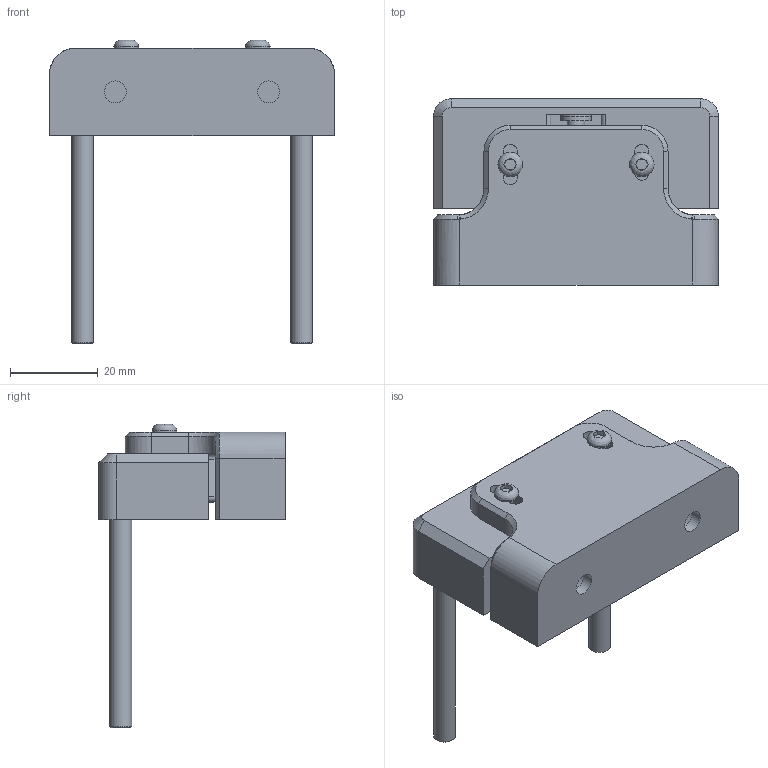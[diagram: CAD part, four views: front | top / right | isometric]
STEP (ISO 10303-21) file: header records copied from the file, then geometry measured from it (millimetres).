
FILE_DESCRIPTION(/* description */ (''),/* implementation_level */ '2;1');
FILE_NAME(/* name */ 'Afterburner toolpost.stp',/* time_stamp */ '2022-03-04T16:23:42+01:00',/* author */ ('Maarten'),/* organization */ (''),/* preprocessor_version */ 'ST-DEVELOPER v18.1',/* originating_system */ 'Autodesk Inventor 2020',/* authorisation */ '');
FILE_SCHEMA (('AUTOMOTIVE_DESIGN { 1 0 10303 214 3 1 1 }'));
Length unit declared in the file: millimetre
Products named in the file (8): Afterburner toolpost; Top toolpost; Bottom toolpost; Tool rod; Insert; M4 insert; M3x6; M4x10
Assembly tree (10 placements, depth 2):
  Afterburner toolpost
    Top toolpost
    Bottom toolpost
    Tool rod  x2
    Insert  x2
    M4 insert
    M3x6  x2
    M4x10
Bounding box: 65 x 42.5 x 69.3 mm (x, y, z)
Volume: 48086 mm3; surface area: 18957.4 mm2
Topology: 10 solids, 10 shells, 1090 faces, 2584 edges, 1524 vertices
Faces by surface type: bspline 412, plane 397, cylinder 252, cone 28, torus 1
Full cylindrical faces by diameter (mm): 2.5 x2, 3 x2, 3.2 x1, 3.5 x1, 4 x1, 4.2 x6, 4.6 x2, 5 x6, 5.2 x1, 5.6 x2, 5.7 x2, 6.3 x1, 7 x1, 9.5 x2
Entity records: 28671 total; most frequent: CARTESIAN_POINT 11204, ORIENTED_EDGE 3834, DIRECTION 2809, EDGE_CURVE 1917, AXIS2_PLACEMENT_3D 1193, VERTEX_POINT 1133, EDGE_LOOP 832, B_SPLINE_CURVE_WITH_KNOTS 822
